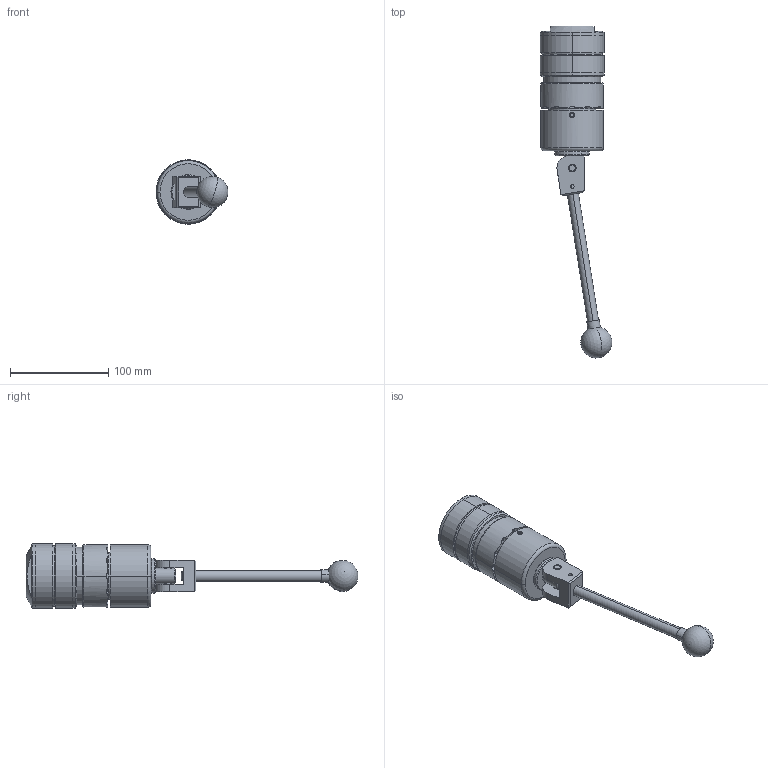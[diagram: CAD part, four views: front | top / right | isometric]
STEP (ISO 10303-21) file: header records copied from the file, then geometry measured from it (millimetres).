
FILE_DESCRIPTION (( 'STEP AP214' ), '1' );
FILE_NAME ('CTSC-003653.STEP', '2025-06-16T22:46:07', ( '' ), ( '' ), 'SwSTEP 2.0', 'SolidWorks 2023', '' );
FILE_SCHEMA (( 'AUTOMOTIVE_DESIGN' ));
Length unit declared in the file: inch
Products named in the file (1): CTSC-003653
Bounding box: 73.08 x 337.12 x 65.41 mm (x, y, z)
Volume: 432744.3 mm3; surface area: 91345.1 mm2
Topology: 10 solids, 10 shells, 335 faces, 824 edges, 519 vertices
Faces by surface type: plane 146, cylinder 108, cone 56, torus 20, bspline 3, sphere 2
Entity records: 15721 total; most frequent: CARTESIAN_POINT 3455, DIRECTION 1645, ORIENTED_EDGE 1630, EDGE_CURVE 815, AXIS2_PLACEMENT_3D 649, VERTEX_POINT 516, EDGE_LOOP 371, VECTOR 347
